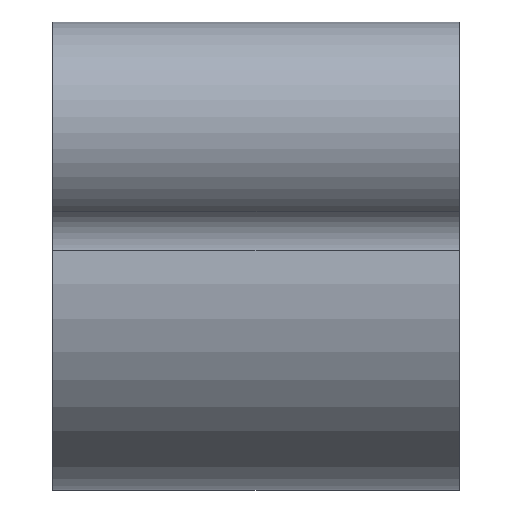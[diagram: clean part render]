
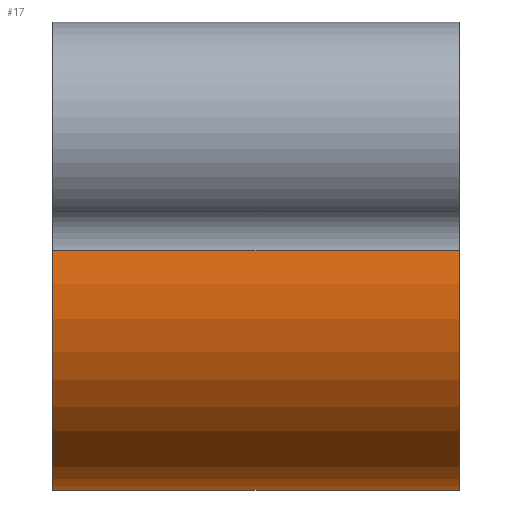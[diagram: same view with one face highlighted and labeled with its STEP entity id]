
A CAD part, left-side view. The second image highlights one B-rep face of the part: STEP entity #17.
In plain terms, the highlighted free-form (B-spline) face has degree [2, 1] with [3, 2] control points.
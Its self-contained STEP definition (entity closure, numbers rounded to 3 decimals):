
#17 = ADVANCED_FACE('',(#18),#50,.T.);
#18 = FACE_BOUND('',#19,.T.);
#19 = EDGE_LOOP('',(#20,#30,#37,#45));
#20 = ORIENTED_EDGE('',*,*,#21,.T.);
#21 = EDGE_CURVE('',#22,#24,#26,.T.);
#22 = VERTEX_POINT('',#23);
#23 = CARTESIAN_POINT('',(-12.66,12.862,2.267
    ));
#24 = VERTEX_POINT('',#25);
#25 = CARTESIAN_POINT('',(0.,12.862,
    -12.862));
#26 = ( BOUNDED_CURVE() B_SPLINE_CURVE(2,(#27,#28,#29),.UNSPECIFIED.,.F.
,.F.) B_SPLINE_CURVE_WITH_KNOTS((3,3),(4.535,6.283),
.PIECEWISE_BEZIER_KNOTS.) CURVE() GEOMETRIC_REPRESENTATION_ITEM() 
RATIONAL_B_SPLINE_CURVE((1.,0.642,1.)) REPRESENTATION_ITEM('') 
  );
#27 = CARTESIAN_POINT('',(-12.66,12.862,2.267
    ));
#28 = CARTESIAN_POINT('',(-15.37,12.862,-12.862
    ));
#29 = CARTESIAN_POINT('',(0.,12.862,
    -12.862));
#30 = ORIENTED_EDGE('',*,*,#31,.T.);
#31 = EDGE_CURVE('',#24,#32,#34,.T.);
#32 = VERTEX_POINT('',#33);
#33 = CARTESIAN_POINT('',(0.,-12.862,
    -12.862));
#34 = B_SPLINE_CURVE_WITH_KNOTS('',1,(#35,#36),.UNSPECIFIED.,.F.,.F.,(2,
    2),(0.,20.),.PIECEWISE_BEZIER_KNOTS.);
#35 = CARTESIAN_POINT('',(0.,12.862,
    -12.862));
#36 = CARTESIAN_POINT('',(0.,-12.862,
    -12.862));
#37 = ORIENTED_EDGE('',*,*,#38,.F.);
#38 = EDGE_CURVE('',#39,#32,#41,.T.);
#39 = VERTEX_POINT('',#40);
#40 = CARTESIAN_POINT('',(-12.66,-12.862,2.267
    ));
#41 = ( BOUNDED_CURVE() B_SPLINE_CURVE(2,(#42,#43,#44),.UNSPECIFIED.,.F.
,.F.) B_SPLINE_CURVE_WITH_KNOTS((3,3),(4.535,6.283),
.PIECEWISE_BEZIER_KNOTS.) CURVE() GEOMETRIC_REPRESENTATION_ITEM() 
RATIONAL_B_SPLINE_CURVE((1.,0.642,1.)) REPRESENTATION_ITEM('') 
  );
#42 = CARTESIAN_POINT('',(-12.66,-12.862,2.267
    ));
#43 = CARTESIAN_POINT('',(-15.37,-12.862,-12.862
    ));
#44 = CARTESIAN_POINT('',(0.,-12.862,
    -12.862));
#45 = ORIENTED_EDGE('',*,*,#46,.F.);
#46 = EDGE_CURVE('',#22,#39,#47,.T.);
#47 = B_SPLINE_CURVE_WITH_KNOTS('',1,(#48,#49),.UNSPECIFIED.,.F.,.F.,(2,
    2),(0.,20.),.PIECEWISE_BEZIER_KNOTS.);
#48 = CARTESIAN_POINT('',(-12.66,12.862,2.267
    ));
#49 = CARTESIAN_POINT('',(-12.66,-12.862,2.267
    ));
#50 = ( BOUNDED_SURFACE() B_SPLINE_SURFACE(2,1,(
    (#51,#52)
    ,(#53,#54)
,(#55,#56
  )),.UNSPECIFIED.,.F.,.F.,.F.) B_SPLINE_SURFACE_WITH_KNOTS((3,3),(2,2),
  (4.535,6.283),(0.,20.),.PIECEWISE_BEZIER_KNOTS.) 
GEOMETRIC_REPRESENTATION_ITEM() RATIONAL_B_SPLINE_SURFACE((
    (1.,1.)
    ,(0.642,0.642)
,(1.,1.))) REPRESENTATION_ITEM('') SURFACE() );
#51 = CARTESIAN_POINT('',(-12.66,12.862,2.267
    ));
#52 = CARTESIAN_POINT('',(-12.66,-12.862,2.267
    ));
#53 = CARTESIAN_POINT('',(-15.37,12.862,-12.862
    ));
#54 = CARTESIAN_POINT('',(-15.37,-12.862,-12.862
    ));
#55 = CARTESIAN_POINT('',(0.,12.862,
    -12.862));
#56 = CARTESIAN_POINT('',(0.,-12.862,
    -12.862));
